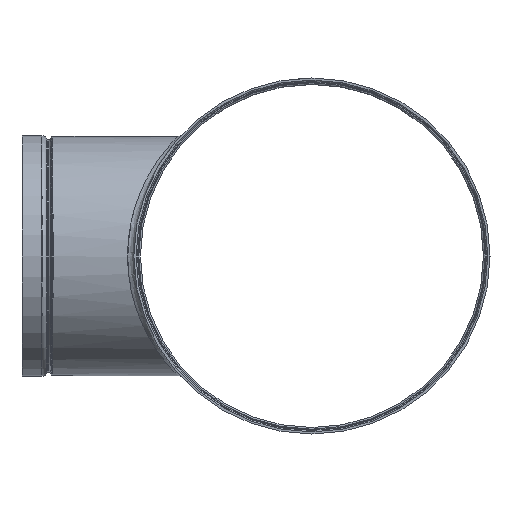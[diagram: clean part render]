
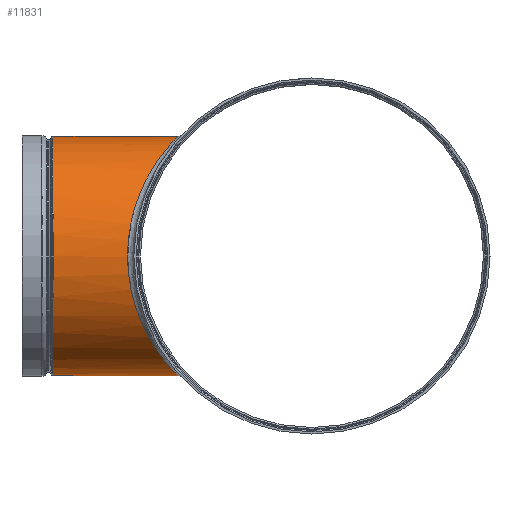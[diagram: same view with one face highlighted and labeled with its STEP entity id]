
A CAD part, left-side view. The second image highlights one B-rep face of the part: STEP entity #11831.
In plain terms, the highlighted cylindrical face has radius 108.775 mm (diameter 217.551 mm), a full revolution.
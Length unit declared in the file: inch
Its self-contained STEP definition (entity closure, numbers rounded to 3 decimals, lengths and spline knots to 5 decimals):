
#890 = FACE_OUTER_BOUND ( 'NONE', #2656, .T. ) ;
#1370 = CARTESIAN_POINT ( 'NONE',  ( 4.28679, 6.60618, 0.33416 ) ) ;
#1438 = CARTESIAN_POINT ( 'NONE',  ( 4.14962, 6.5068, -1.20972 ) ) ;
#1572 = CARTESIAN_POINT ( 'NONE',  ( 2.692, 5.57056, 3.37309 ) ) ;
#1697 = CIRCLE ( 'NONE', #6210, 4.2825 ) ;
#2635 = CARTESIAN_POINT ( 'NONE',  ( 0., 4.80153, 4.28257 ) ) ;
#2656 = EDGE_LOOP ( 'NONE', ( #6068 ) ) ;
#2878 = CARTESIAN_POINT ( 'NONE',  ( 3.4269, 6.00791, 2.64525 ) ) ;
#3010 = CARTESIAN_POINT ( 'NONE',  ( -0.66519, 4.83689, -4.24768 ) ) ;
#3857 = DIRECTION ( 'NONE',  ( -1., 0., 0. ) ) ;
#4551 = CARTESIAN_POINT ( 'NONE',  ( -2.08936, 5.26356, -3.77928 ) ) ;
#5621 = FACE_OUTER_BOUND ( 'NONE', #15331, .T. ) ;
#6068 = ORIENTED_EDGE ( 'NONE', *, *, #9692, .F. ) ;
#6210 = AXIS2_PLACEMENT_3D ( 'NONE', #15159, #18635, #3857 ) ;
#6227 = CARTESIAN_POINT ( 'NONE',  ( 0.00002, 4.78399, -4.29995 ) ) ;
#6300 = CARTESIAN_POINT ( 'NONE',  ( 2.0894, 5.26357, -3.77925 ) ) ;
#6367 = CARTESIAN_POINT ( 'NONE',  ( -4.191, 6.53618, -1.10896 ) ) ;
#7108 = VERTEX_POINT ( 'NONE', #2635 ) ;
#7722 = CARTESIAN_POINT ( 'NONE',  ( 4.28672, 6.60597, -0.33392 ) ) ;
#7779 = EDGE_CURVE ( 'NONE', #7108, #7108, #13664, .T. ) ;
#7796 = CARTESIAN_POINT ( 'NONE',  ( -3.73646, 6.21335, -2.21811 ) ) ;
#7817 = CARTESIAN_POINT ( 'NONE',  ( 0., 4.65374, 0. ) ) ;
#7994 = CARTESIAN_POINT ( 'NONE',  ( 4.18379, 6.53131, 0.9904 ) ) ;
#9298 = CARTESIAN_POINT ( 'NONE',  ( -3.35349, 5.96421, 2.71763 ) ) ;
#9371 = CARTESIAN_POINT ( 'NONE',  ( -4.20403, 6.54565, 0.99759 ) ) ;
#9509 = CARTESIAN_POINT ( 'NONE',  ( -4.32179, 6.63172, 0.00014 ) ) ;
#9570 = CARTESIAN_POINT ( 'NONE',  ( 0., 4.80153, 4.28257 ) ) ;
#9692 = EDGE_CURVE ( 'NONE', #15463, #15463, #1697, .T. ) ;
#10926 = CARTESIAN_POINT ( 'NONE',  ( -0.99714, 4.8825, 4.20349 ) ) ;
#10997 = CARTESIAN_POINT ( 'NONE',  ( 1.30144, 4.98213, -4.09697 ) ) ;
#11140 = CARTESIAN_POINT ( 'NONE',  ( 0.66522, 4.83687, -4.24769 ) ) ;
#11831 = ADVANCED_FACE ( 'NONE', ( #890, #5621 ), #18296, .T. ) ;
#12598 = CARTESIAN_POINT ( 'NONE',  ( 0.33237, 4.8015, 4.28258 ) ) ;
#12675 = CARTESIAN_POINT ( 'NONE',  ( -1.30138, 4.98208, -4.097 ) ) ;
#12809 = CARTESIAN_POINT ( 'NONE',  ( -2.69208, 5.57049, 3.37331 ) ) ;
#12813 = ORIENTED_EDGE ( 'NONE', *, *, #7779, .F. ) ;
#13664 = B_SPLINE_CURVE_WITH_KNOTS ( 'NONE', 3,
 ( #19045, #9570, #15934, #14299, #19266, #10926, #19115, #12809, #9298, #17708, #9371, #9509, #6367, #7796, #20777, #4551, #12675, #3010, #6227, #11140, #10997, #6300, #19196, #17427, #1438, #7722, #1370, #7994, #14152, #2878, #1572, #14367, #17635, #20714, #12598, #17497 ),
 .UNSPECIFIED., .T., .F.,
 ( 4, 3, 1, 1, 1, 1, 1, 1, 1, 1, 1, 1, 1, 1, 1, 1, 1, 1, 1, 1, 1, 1, 1, 1, 1, 1, 1, 1, 1, 1, 1, 4 ),
 ( 0., 0., 0.03571, 0.07143, 0.10714, 0.14286, 0.17857, 0.21429, 0.25, 0.28571, 0.33333, 0.38095, 0.42857, 0.45238, 0.47619, 0.5, 0.52381, 0.54762, 0.57143, 0.61905, 0.66667, 0.71429, 0.7381, 0.7619, 0.78571, 0.80952, 0.85714, 0.89286, 0.92857, 0.94643, 0.96429, 1. ),
 .UNSPECIFIED. ) ;
#14152 = CARTESIAN_POINT ( 'NONE',  ( 3.91784, 6.34248, 1.82169 ) ) ;
#14299 = CARTESIAN_POINT ( 'NONE',  ( 0., 4.80153, 4.28257 ) ) ;
#14367 = CARTESIAN_POINT ( 'NONE',  ( 2.03474, 5.24947, 3.79134 ) ) ;
#15159 = CARTESIAN_POINT ( 'NONE',  ( 0., 9.27624, 0. ) ) ;
#15331 = EDGE_LOOP ( 'NONE', ( #12813 ) ) ;
#15463 = VERTEX_POINT ( 'NONE', #17241 ) ;
#15934 = CARTESIAN_POINT ( 'NONE',  ( 0., 4.80153, 4.28257 ) ) ;
#16102 = DIRECTION ( 'NONE',  ( 0., 1., 0. ) ) ;
#17241 = CARTESIAN_POINT ( 'NONE',  ( -4.2825, 9.27624, 0. ) ) ;
#17427 = CARTESIAN_POINT ( 'NONE',  ( 3.73645, 6.21331, -2.21796 ) ) ;
#17497 = CARTESIAN_POINT ( 'NONE',  ( 0., 4.80153, 4.28257 ) ) ;
#17635 = CARTESIAN_POINT ( 'NONE',  ( 1.45014, 5.03424, 4.03893 ) ) ;
#17708 = CARTESIAN_POINT ( 'NONE',  ( -3.86857, 6.30726, 1.91912 ) ) ;
#18296 = CYLINDRICAL_SURFACE ( 'NONE', #20787, 4.2825 ) ;
#18635 = DIRECTION ( 'NONE',  ( 0., 1., 0. ) ) ;
#19045 = CARTESIAN_POINT ( 'NONE',  ( 0., 4.80153, 4.28257 ) ) ;
#19115 = CARTESIAN_POINT ( 'NONE',  ( -1.90319, 5.18554, 3.87469 ) ) ;
#19196 = CARTESIAN_POINT ( 'NONE',  ( 2.94418, 5.70579, -3.19051 ) ) ;
#19266 = CARTESIAN_POINT ( 'NONE',  ( -0.33237, 4.80155, 4.28255 ) ) ;
#20714 = CARTESIAN_POINT ( 'NONE',  ( 0.83091, 4.86214, 4.22335 ) ) ;
#20735 = DIRECTION ( 'NONE',  ( 1., 0., 0. ) ) ;
#20777 = CARTESIAN_POINT ( 'NONE',  ( -2.9441, 5.70566, -3.19057 ) ) ;
#20787 = AXIS2_PLACEMENT_3D ( 'NONE', #7817, #16102, #20735 ) ;
